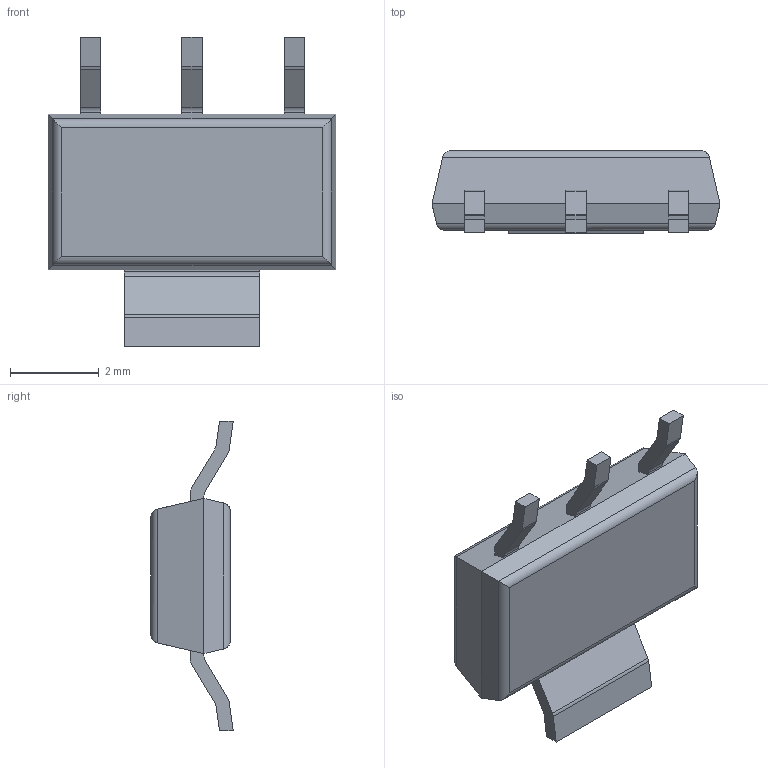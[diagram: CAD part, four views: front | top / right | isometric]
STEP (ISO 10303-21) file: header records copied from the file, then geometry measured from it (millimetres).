
FILE_DESCRIPTION (( 'STEP AP214' ), '1' );
FILE_NAME ('User Library-AMS1117-1.STEP', '2019-04-11T03:21:29', ( '' ), ( '' ), 'SwSTEP 2.0', 'SolidWorks 2019', '' );
FILE_SCHEMA (( 'AUTOMOTIVE_DESIGN' ));
Length unit declared in the file: millimetre
Products named in the file (1): User Library-AMS1117-1
Bounding box: 6.5 x 1.86 x 7 mm (x, y, z)
Volume: 39.5 mm3; surface area: 93 mm2
Topology: 1 solids, 1 shells, 68 faces, 178 edges, 112 vertices
Faces by surface type: plane 46, cylinder 22
Entity records: 2832 total; most frequent: CARTESIAN_POINT 383, ORIENTED_EDGE 356, DIRECTION 336, EDGE_CURVE 178, LINE 142, VECTOR 142, VERTEX_POINT 112, AXIS2_PLACEMENT_3D 97
